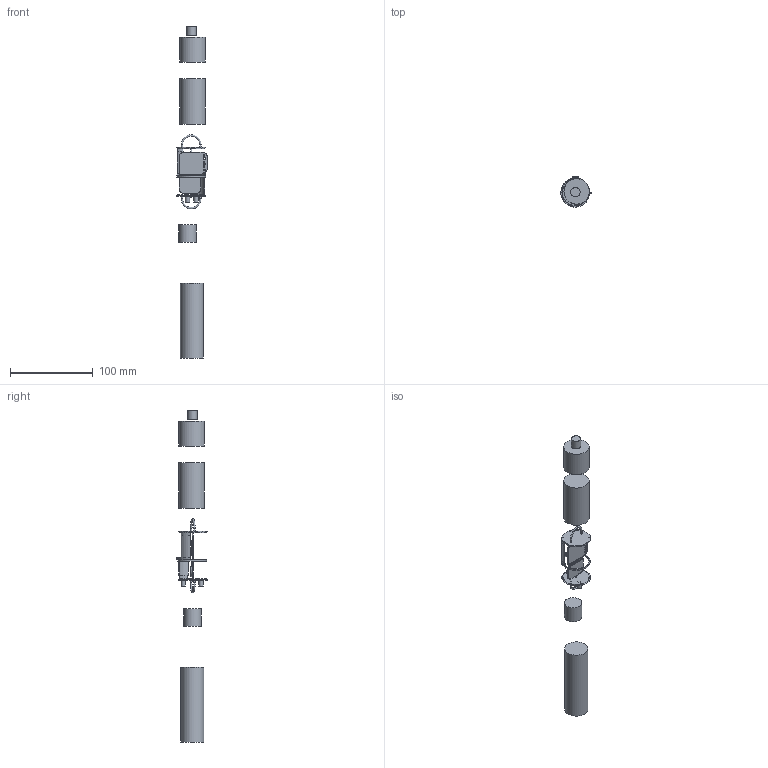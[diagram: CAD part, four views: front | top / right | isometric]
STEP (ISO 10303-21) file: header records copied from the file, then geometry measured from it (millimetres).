
FILE_DESCRIPTION(/* description */ (''),/* implementation_level */ '2;1');
FILE_NAME(/* name */ 'InternalComponentsFile.step',/* time_stamp */ '2026-01-03T13:34:56-05:00',/* author */ (''),/* organization */ (''),/* preprocessor_version */ 'ST-DEVELOPER v20.1',/* originating_system */ 'Autodesk Translation Framework v14.21.0.0',/* authorisation */ '');
FILE_SCHEMA (('AUTOMOTIVE_DESIGN { 1 0 10303 214 3 1 1 }'));
Length unit declared in the file: millimetre
Products named in the file (9): (Unsaved); Configuration 1 v6; DURUS AV BAY v5 (1); DIN 439-2 - M1.6 x 0.35 Steel 6 Plain; Rocket Retrieval; P2 Retrieval; Payload P2 ; Payload P1; Engine
Assembly tree (8 placements, depth 4):
  (Unsaved)
    Configuration 1 v6
      DURUS AV BAY v5 (1)
        DIN 439-2 - M1.6 x 0.35 Steel 6 Plain
      Rocket Retrieval
      P2 Retrieval
      Payload P2 
      Payload P1
      Engine
Bounding box: 36.51 x 36.48 x 400.48 mm (x, y, z)
Volume: 131445.3 mm3; surface area: 39338 mm2
Topology: 9 solids, 12 shells, 225 faces, 492 edges, 322 vertices
Faces by surface type: plane 125, cylinder 89, torus 7, cone 4
Full cylindrical faces by diameter (mm): 0.502 x1, 0.64 x4, 0.647 x1, 1.017 x1, 1.28 x3, 1.353 x1, 1.449 x1, 1.57 x1, 1.874 x1, 1.92 x4, 2.053 x1, 2.294 x1, 2.656 x1, 2.85 x1, 3.154 x1, 3.333 x1, 3.84 x2, 3.936 x1, 5.12 x2, 11.345 x1, 15.887 x1, 21.142 x1, 27.821 x1, 30.72 x2, 30.736 x2, 32 x3, 34.56 x3
Entity records: 6728 total; most frequent: CARTESIAN_POINT 1209, DIRECTION 1157, ORIENTED_EDGE 984, EDGE_CURVE 492, AXIS2_PLACEMENT_3D 446, VERTEX_POINT 322, EDGE_LOOP 292, LINE 265
